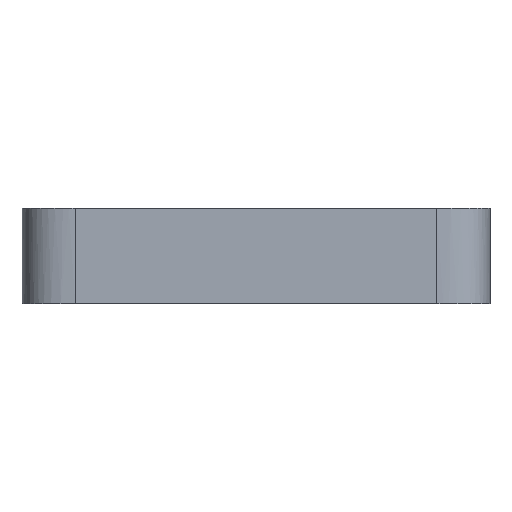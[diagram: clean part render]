
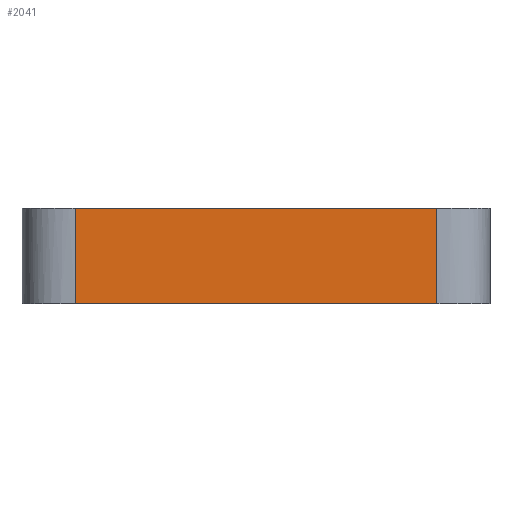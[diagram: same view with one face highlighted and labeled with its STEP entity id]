
A CAD part, left-side view. The second image highlights one B-rep face of the part: STEP entity #2041.
In plain terms, the highlighted planar face has unit normal (-1, 0, 0).
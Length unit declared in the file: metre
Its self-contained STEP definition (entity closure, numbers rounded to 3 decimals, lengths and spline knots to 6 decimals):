
#161=B_SPLINE_CURVE_WITH_KNOTS('',3,(#3342,#3343,#3344,#3345),
 .UNSPECIFIED.,.F.,.F.,(4,4),(0.,1.),.UNSPECIFIED.);
#162=B_SPLINE_CURVE_WITH_KNOTS('',3,(#3346,#3347,#3348,#3349),
 .UNSPECIFIED.,.F.,.F.,(4,4),(0.,1.),.UNSPECIFIED.);
#417=ORIENTED_EDGE('',*,*,#969,.T.);
#418=ORIENTED_EDGE('',*,*,#993,.T.);
#419=ORIENTED_EDGE('',*,*,#927,.F.);
#420=ORIENTED_EDGE('',*,*,#994,.T.);
#927=EDGE_CURVE('',#1223,#1224,#1419,.T.);
#969=EDGE_CURVE('',#1263,#1262,#1444,.T.);
#993=EDGE_CURVE('',#1262,#1224,#161,.T.);
#994=EDGE_CURVE('',#1223,#1263,#162,.T.);
#1223=VERTEX_POINT('',#2952);
#1224=VERTEX_POINT('',#2954);
#1262=VERTEX_POINT('',#3090);
#1263=VERTEX_POINT('',#3092);
#1419=LINE('',#2953,#1582);
#1444=LINE('',#3091,#1607);
#1582=VECTOR('',#2362,1.);
#1607=VECTOR('',#2399,1.);
#1702=EDGE_LOOP('',(#417,#418,#419,#420));
#1837=FACE_BOUND('',#1702,.T.);
#1973=PLANE('',#2173);
#2041=ADVANCED_FACE('',(#1837),#1973,.F.);
#2173=AXIS2_PLACEMENT_3D('',#3341,#2417,#2418);
#2362=DIRECTION('',(0.,1.,0.));
#2399=DIRECTION('',(0.,1.,0.));
#2417=DIRECTION('',(1.,0.,0.));
#2418=DIRECTION('',(0.,1.,0.));
#2952=CARTESIAN_POINT('',(-0.044,-0.034,-0.018));
#2953=CARTESIAN_POINT('',(-0.044,0.,-0.018));
#2954=CARTESIAN_POINT('',(-0.044,0.034,-0.018));
#3090=CARTESIAN_POINT('',(-0.044,0.034,0.));
#3091=CARTESIAN_POINT('',(-0.044,0.,0.));
#3092=CARTESIAN_POINT('',(-0.044,-0.034,0.));
#3341=CARTESIAN_POINT('',(-0.044,0.,-0.018));
#3342=CARTESIAN_POINT('',(-0.044,0.034,0.));
#3343=CARTESIAN_POINT('',(-0.044,0.034,-0.006));
#3344=CARTESIAN_POINT('',(-0.044,0.034,-0.012));
#3345=CARTESIAN_POINT('',(-0.044,0.034,-0.018));
#3346=CARTESIAN_POINT('',(-0.044,-0.034,-0.018));
#3347=CARTESIAN_POINT('',(-0.044,-0.034,-0.012));
#3348=CARTESIAN_POINT('',(-0.044,-0.034,-0.006));
#3349=CARTESIAN_POINT('',(-0.044,-0.034,0.));
